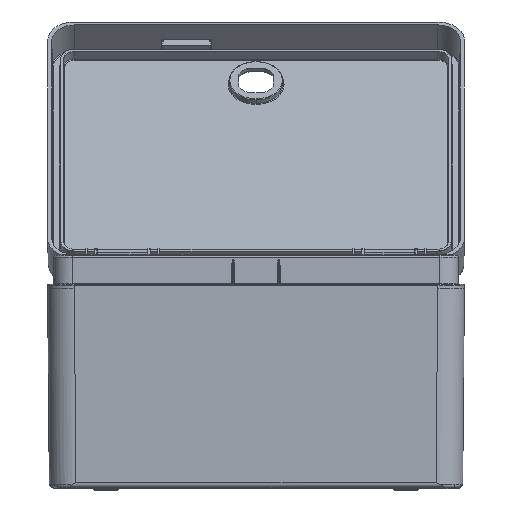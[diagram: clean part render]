
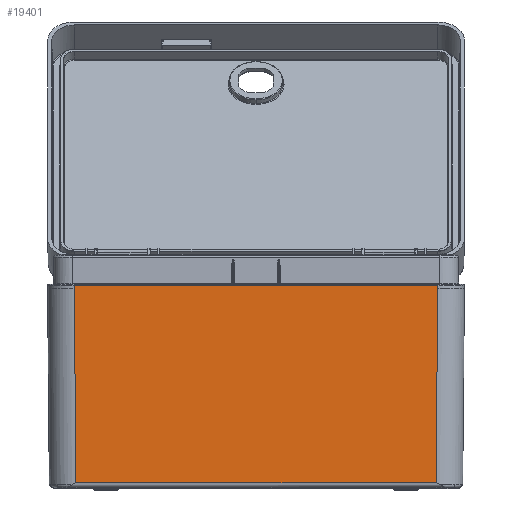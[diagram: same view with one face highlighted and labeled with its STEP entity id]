
A CAD part, top view. The second image highlights one B-rep face of the part: STEP entity #19401.
In plain terms, the highlighted planar face has unit normal (0, -0.009, 1).
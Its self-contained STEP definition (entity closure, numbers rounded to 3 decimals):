
#2871 = CARTESIAN_POINT ( 'NONE',  ( 109.001, -2.5, 100. ) ) ;
#2999 = CARTESIAN_POINT ( 'NONE',  ( -109.001, -2.5, 100. ) ) ;
#3000 = DIRECTION ( 'NONE',  ( 0.009, -1., -0.009 ) ) ;
#3001 = VECTOR ( 'NONE', #3000, 1000. ) ;
#3002 = CARTESIAN_POINT ( 'NONE',  ( -108.983, -4.542, 99.982 ) ) ;
#3003 = LINE ( 'NONE', #3002, #3001 ) ;
#3041 = DIRECTION ( 'NONE',  ( 0.009, 1., 0.009 ) ) ;
#3042 = VECTOR ( 'NONE', #3041, 1000. ) ;
#3043 = CARTESIAN_POINT ( 'NONE',  ( 109.002, -2.36, 100.001 ) ) ;
#3044 = LINE ( 'NONE', #3043, #3042 ) ;
#3105 = CARTESIAN_POINT ( 'NONE',  ( -107.984, -119.026, 98.983 ) ) ;
#3107 = CARTESIAN_POINT ( 'NONE',  ( 107.984, -119.026, 98.983 ) ) ;
#3241 = DIRECTION ( 'NONE',  ( 1., 0., 0. ) ) ;
#3242 = VECTOR ( 'NONE', #3241, 1000. ) ;
#3243 = CARTESIAN_POINT ( 'NONE',  ( 107.958, -119.026, 98.983 ) ) ;
#3244 = LINE ( 'NONE', #3243, #3242 ) ;
#3245 = DIRECTION ( 'NONE',  ( 0., -1., -0.009 ) ) ;
#3246 = VECTOR ( 'NONE', #3245, 1000. ) ;
#3247 = CARTESIAN_POINT ( 'NONE',  ( -109.001, -2.5, 100. ) ) ;
#3253 = LINE ( 'NONE', #3247, #3246 ) ;
#3315 = CARTESIAN_POINT ( 'NONE',  ( 109.001, -0.504, 100.017 ) ) ;
#3317 = LINE ( 'NONE', #3360, #3359 ) ;
#3347 = CARTESIAN_POINT ( 'NONE',  ( -109.001, -0.504, 100.017 ) ) ;
#3348 = DIRECTION ( 'NONE',  ( -1., 0., 0. ) ) ;
#3349 = VECTOR ( 'NONE', #3348, 1000. ) ;
#3350 = CARTESIAN_POINT ( 'NONE',  ( 125., -0.504, 100.017 ) ) ;
#3351 = LINE ( 'NONE', #3350, #3349 ) ;
#3352 = DIRECTION ( 'NONE',  ( 0., -1., -0.009 ) ) ;
#3353 = DIRECTION ( 'NONE',  ( 0., -0.009, 1. ) ) ;
#3354 = AXIS2_PLACEMENT_3D ( 'NONE', #3355, #3353, #3352 ) ;
#3355 = CARTESIAN_POINT ( 'NONE',  ( 125., -2.5, 100. ) ) ;
#3356 = PLANE ( 'NONE',  #3354 ) ;
#3357 = FACE_OUTER_BOUND ( 'NONE', #19404, .T. ) ;
#3358 = DIRECTION ( 'NONE',  ( 0., -1., -0.009 ) ) ;
#3359 = VECTOR ( 'NONE', #3358, 1000. ) ;
#3360 = CARTESIAN_POINT ( 'NONE',  ( 109.001, -2.5, 100. ) ) ;
#19124 = VERTEX_POINT ( 'NONE', #2871 ) ;
#19206 = EDGE_CURVE ( 'NONE', #19207, #19251, #3003, .T. ) ;
#19207 = VERTEX_POINT ( 'NONE', #2999 ) ;
#19235 = EDGE_CURVE ( 'NONE', #19253, #19124, #3044, .T. ) ;
#19251 = VERTEX_POINT ( 'NONE', #3105 ) ;
#19253 = VERTEX_POINT ( 'NONE', #3107 ) ;
#19379 = EDGE_CURVE ( 'NONE', #19412, #19207, #3253, .T. ) ;
#19381 = ORIENTED_EDGE ( 'NONE', *, *, #19206, .T. ) ;
#19382 = ORIENTED_EDGE ( 'NONE', *, *, #19383, .T. ) ;
#19383 = EDGE_CURVE ( 'NONE', #19251, #19253, #3244, .T. ) ;
#19384 = ORIENTED_EDGE ( 'NONE', *, *, #19235, .T. ) ;
#19394 = VERTEX_POINT ( 'NONE', #3315 ) ;
#19396 = EDGE_CURVE ( 'NONE', #19394, #19124, #3317, .T. ) ;
#19401 = ADVANCED_FACE ( 'NONE', ( #3357 ), #3356, .T. ) ;
#19404 = EDGE_LOOP ( 'NONE', ( #19406, #19408, #19414, #19381, #19382, #19384 ) ) ;
#19406 = ORIENTED_EDGE ( 'NONE', *, *, #19396, .F. ) ;
#19408 = ORIENTED_EDGE ( 'NONE', *, *, #19410, .T. ) ;
#19410 = EDGE_CURVE ( 'NONE', #19394, #19412, #3351, .T. ) ;
#19412 = VERTEX_POINT ( 'NONE', #3347 ) ;
#19414 = ORIENTED_EDGE ( 'NONE', *, *, #19379, .T. ) ;
